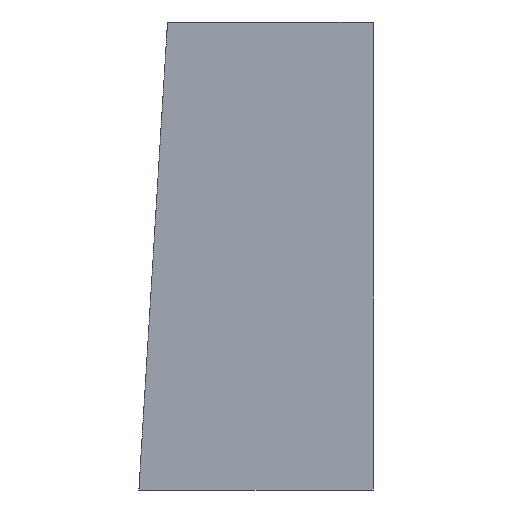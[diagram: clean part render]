
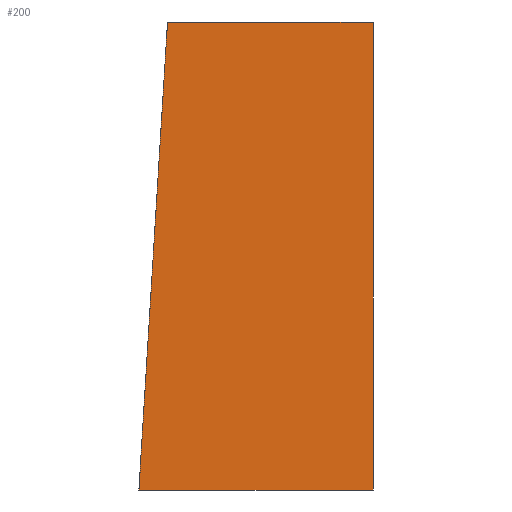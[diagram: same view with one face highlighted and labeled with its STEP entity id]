
A CAD part, left-side view. The second image highlights one B-rep face of the part: STEP entity #200.
In plain terms, the highlighted planar face has unit normal (-1, 0, 0).
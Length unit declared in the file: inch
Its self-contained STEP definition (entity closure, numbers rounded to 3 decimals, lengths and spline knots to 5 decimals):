
#9 = AXIS2_PLACEMENT_3D ( 'NONE', #339, #317, #316 ) ;
#24 = EDGE_CURVE ( 'NONE', #269, #217, #145, .T. ) ;
#25 = EDGE_CURVE ( 'NONE', #269, #223, #146, .T. ) ;
#30 = EDGE_CURVE ( 'NONE', #223, #216, #139, .T. ) ;
#45 = EDGE_CURVE ( 'NONE', #217, #216, #118, .T. ) ;
#70 = ORIENTED_EDGE ( 'NONE', *, *, #30, .F. ) ;
#82 = ORIENTED_EDGE ( 'NONE', *, *, #24, .T. ) ;
#84 = ORIENTED_EDGE ( 'NONE', *, *, #45, .T. ) ;
#98 = FACE_OUTER_BOUND ( 'NONE', #161, .T. ) ;
#117 = VECTOR ( 'NONE', #271, 39.37008 ) ;
#118 = LINE ( 'NONE', #272, #117 ) ;
#123 = VECTOR ( 'NONE', #359, 39.37008 ) ;
#138 = ORIENTED_EDGE ( 'NONE', *, *, #25, .F. ) ;
#139 = LINE ( 'NONE', #345, #152 ) ;
#143 = VECTOR ( 'NONE', #280, 39.37008 ) ;
#145 = LINE ( 'NONE', #222, #123 ) ;
#146 = LINE ( 'NONE', #221, #143 ) ;
#152 = VECTOR ( 'NONE', #212, 39.37008 ) ;
#161 = EDGE_LOOP ( 'NONE', ( #138, #82, #84, #70 ) ) ;
#200 = ADVANCED_FACE ( 'NONE', ( #98 ), #350, .T. ) ;
#212 = DIRECTION ( 'NONE',  ( 0., -1., 0. ) ) ;
#216 = VERTEX_POINT ( 'NONE', #309 ) ;
#217 = VERTEX_POINT ( 'NONE', #314 ) ;
#221 = CARTESIAN_POINT ( 'NONE',  ( -0.35433, 0.19627, -0.3817 ) ) ;
#222 = CARTESIAN_POINT ( 'NONE',  ( -0.35433, 0., -0.3937 ) ) ;
#223 = VERTEX_POINT ( 'NONE', #297 ) ;
#269 = VERTEX_POINT ( 'NONE', #293 ) ;
#271 = DIRECTION ( 'NONE',  ( 0., 0., 1. ) ) ;
#272 = CARTESIAN_POINT ( 'NONE',  ( -0.35433, 0., -0.3937 ) ) ;
#280 = DIRECTION ( 'NONE',  ( 0., -0.061, 0.998 ) ) ;
#293 = CARTESIAN_POINT ( 'NONE',  ( -0.35433, 0.197, -0.3937 ) ) ;
#297 = CARTESIAN_POINT ( 'NONE',  ( -0.35433, 0.17292, 0. ) ) ;
#309 = CARTESIAN_POINT ( 'NONE',  ( -0.35433, 0., 0. ) ) ;
#314 = CARTESIAN_POINT ( 'NONE',  ( -0.35433, 0., -0.3937 ) ) ;
#316 = DIRECTION ( 'NONE',  ( 0., 0., 1. ) ) ;
#317 = DIRECTION ( 'NONE',  ( -1., 0., 0. ) ) ;
#339 = CARTESIAN_POINT ( 'NONE',  ( -0.35433, 0., -0.3937 ) ) ;
#345 = CARTESIAN_POINT ( 'NONE',  ( -0.35433, 0., 0. ) ) ;
#350 = PLANE ( 'NONE',  #9 ) ;
#359 = DIRECTION ( 'NONE',  ( 0., -1., 0. ) ) ;
